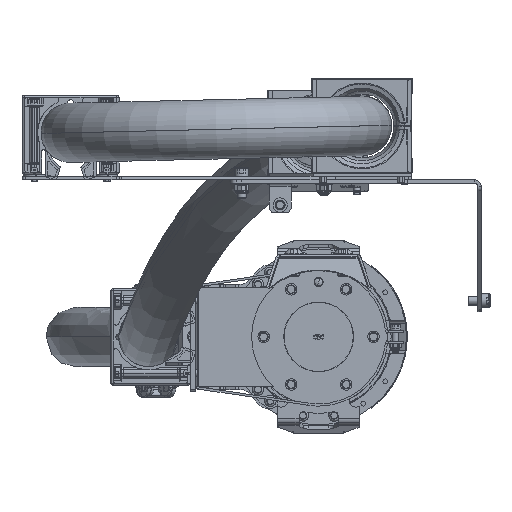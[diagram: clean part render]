
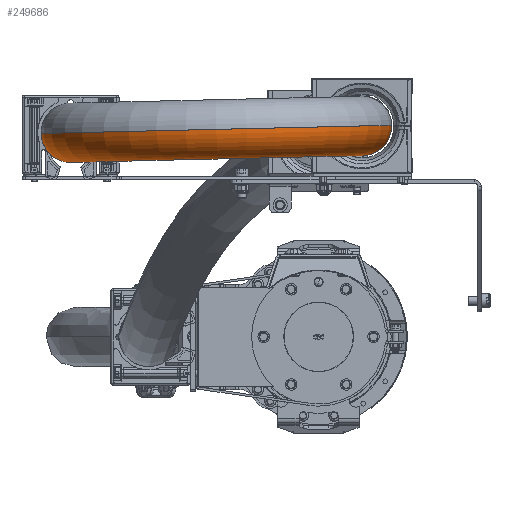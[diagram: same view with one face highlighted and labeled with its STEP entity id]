
A CAD part, left-side view. The second image highlights one B-rep face of the part: STEP entity #249686.
In plain terms, the highlighted toroidal (fillet/blend) face has major radius 132.635 mm and minor radius 27 mm.
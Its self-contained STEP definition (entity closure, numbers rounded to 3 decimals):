
#9806 = CARTESIAN_POINT ( 'NONE',  ( -329.162, 225.7, 2070.8 ) ) ;
#12368 = EDGE_CURVE ( 'NONE', #288842, #130549, #120459, .T. ) ;
#22236 = CIRCLE ( 'NONE', #255323, 27. ) ;
#32362 = DIRECTION ( 'NONE',  ( 0., -0.023, -1. ) ) ;
#37327 = ORIENTED_EDGE ( 'NONE', *, *, #160389, .F. ) ;
#39029 = ORIENTED_EDGE ( 'NONE', *, *, #119834, .T. ) ;
#43872 = DIRECTION ( 'NONE',  ( 0., -0.99, -0.14 ) ) ;
#56496 = CARTESIAN_POINT ( 'NONE',  ( -329.162, -12.504, 2076.369 ) ) ;
#56528 = CARTESIAN_POINT ( 'NONE',  ( -329.162, 93.102, 2073.9 ) ) ;
#57936 = FACE_OUTER_BOUND ( 'NONE', #231900, .T. ) ;
#60835 = CARTESIAN_POINT ( 'NONE',  ( -329.162, 225.7, 2043.8 ) ) ;
#64244 = DIRECTION ( 'NONE',  ( 0., -0.023, -1. ) ) ;
#69734 = DIRECTION ( 'NONE',  ( -1., 0., 0. ) ) ;
#77965 = CARTESIAN_POINT ( 'NONE',  ( -329.162, 198.707, 2071.431 ) ) ;
#80646 = CIRCLE ( 'NONE', #244012, 27. ) ;
#84721 = VERTEX_POINT ( 'NONE', #56496 ) ;
#85766 = CIRCLE ( 'NONE', #95203, 27. ) ;
#86040 = VERTEX_POINT ( 'NONE', #77965 ) ;
#86218 = TOROIDAL_SURFACE ( 'NONE', #258968, 132.635, 27. ) ;
#86549 = CIRCLE ( 'NONE', #133081, 27. ) ;
#90298 = DIRECTION ( 'NONE',  ( 0., 1., -0.023 ) ) ;
#95203 = AXIS2_PLACEMENT_3D ( 'NONE', #199497, #287288, #155590 ) ;
#98815 = DIRECTION ( 'NONE',  ( 0., 1., -0.023 ) ) ;
#110620 = CARTESIAN_POINT ( 'NONE',  ( -329.162, -39.497, 2077. ) ) ;
#110828 = CARTESIAN_POINT ( 'NONE',  ( -329.162, 93.102, 2073.9 ) ) ;
#118489 = CARTESIAN_POINT ( 'NONE',  ( -329.162, 93.102, 2073.9 ) ) ;
#118973 = CIRCLE ( 'NONE', #142082, 105.635 ) ;
#119834 = EDGE_CURVE ( 'NONE', #84721, #172099, #86549, .T. ) ;
#120459 = CIRCLE ( 'NONE', #246361, 159.635 ) ;
#120945 = EDGE_CURVE ( 'NONE', #172099, #288842, #22236, .T. ) ;
#123651 = DIRECTION ( 'NONE',  ( 0., 0.983, -0.186 ) ) ;
#125683 = CARTESIAN_POINT ( 'NONE',  ( -329.162, -39.497, 2050. ) ) ;
#130549 = VERTEX_POINT ( 'NONE', #167741 ) ;
#131781 = ORIENTED_EDGE ( 'NONE', *, *, #120945, .T. ) ;
#133081 = AXIS2_PLACEMENT_3D ( 'NONE', #154729, #243935, #43872 ) ;
#142082 = AXIS2_PLACEMENT_3D ( 'NONE', #110828, #64244, #90298 ) ;
#145535 = DIRECTION ( 'NONE',  ( 1., 0., 0. ) ) ;
#146007 = VERTEX_POINT ( 'NONE', #60835 ) ;
#154425 = DIRECTION ( 'NONE',  ( 0., -0.99, -0.14 ) ) ;
#154729 = CARTESIAN_POINT ( 'NONE',  ( -329.162, -39.497, 2077. ) ) ;
#155590 = DIRECTION ( 'NONE',  ( 0., 0.983, -0.186 ) ) ;
#160389 = EDGE_CURVE ( 'NONE', #146007, #130549, #85766, .T. ) ;
#167741 = CARTESIAN_POINT ( 'NONE',  ( -329.162, 252.693, 2070.169 ) ) ;
#172099 = VERTEX_POINT ( 'NONE', #125683 ) ;
#175643 = CARTESIAN_POINT ( 'NONE',  ( -329.162, -66.489, 2077.631 ) ) ;
#181656 = EDGE_CURVE ( 'NONE', #86040, #146007, #80646, .T. ) ;
#199497 = CARTESIAN_POINT ( 'NONE',  ( -329.162, 225.7, 2070.8 ) ) ;
#212279 = EDGE_CURVE ( 'NONE', #84721, #86040, #118973, .T. ) ;
#226626 = DIRECTION ( 'NONE',  ( 0., 1., -0.023 ) ) ;
#230355 = DIRECTION ( 'NONE',  ( 0., -0.023, -1. ) ) ;
#231900 = EDGE_LOOP ( 'NONE', ( #131781, #257088, #37327, #255174, #287677, #39029 ) ) ;
#243935 = DIRECTION ( 'NONE',  ( -1., 0., 0. ) ) ;
#244012 = AXIS2_PLACEMENT_3D ( 'NONE', #9806, #145535, #123651 ) ;
#246361 = AXIS2_PLACEMENT_3D ( 'NONE', #118489, #32362, #226626 ) ;
#249686 = ADVANCED_FACE ( 'NONE', ( #57936 ), #86218, .T. ) ;
#255174 = ORIENTED_EDGE ( 'NONE', *, *, #181656, .F. ) ;
#255323 = AXIS2_PLACEMENT_3D ( 'NONE', #110620, #69734, #154425 ) ;
#257088 = ORIENTED_EDGE ( 'NONE', *, *, #12368, .T. ) ;
#258968 = AXIS2_PLACEMENT_3D ( 'NONE', #56528, #230355, #98815 ) ;
#287288 = DIRECTION ( 'NONE',  ( 1., 0., 0. ) ) ;
#287677 = ORIENTED_EDGE ( 'NONE', *, *, #212279, .F. ) ;
#288842 = VERTEX_POINT ( 'NONE', #175643 ) ;
